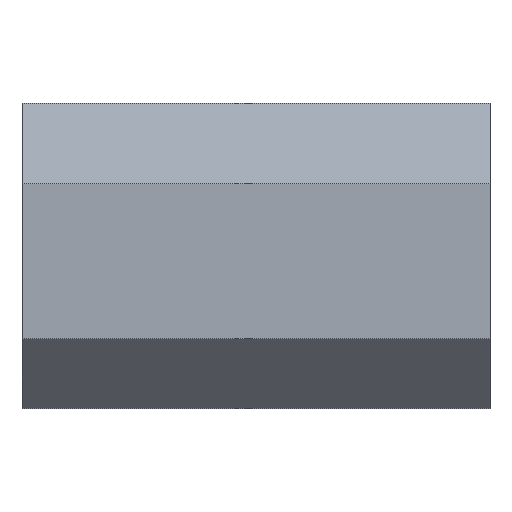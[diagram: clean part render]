
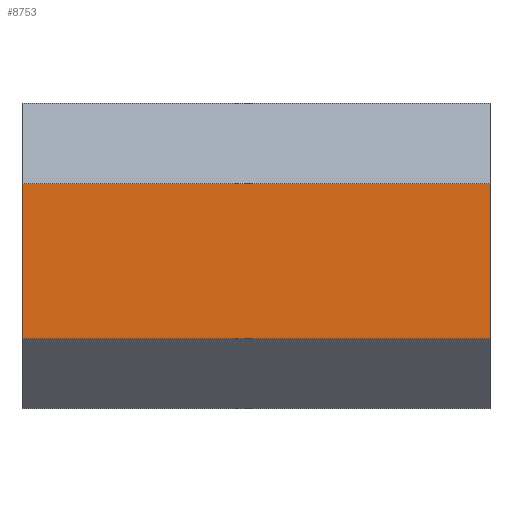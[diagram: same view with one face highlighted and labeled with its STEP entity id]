
A CAD part, top view. The second image highlights one B-rep face of the part: STEP entity #8753.
In plain terms, the highlighted planar face has unit normal (0, 0, 1).
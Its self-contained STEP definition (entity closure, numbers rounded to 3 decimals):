
#7436 = PLANE('',#7437);
#7437 = AXIS2_PLACEMENT_3D('',#7438,#7439,#7440);
#7438 = CARTESIAN_POINT('',(16.25,1.731,5.523));
#7439 = DIRECTION('',(1.,0.,0.));
#7440 = DIRECTION('',(0.,0.,1.));
#7490 = PLANE('',#7491);
#7491 = AXIS2_PLACEMENT_3D('',#7492,#7493,#7494);
#7492 = CARTESIAN_POINT('',(-1.25,1.731,5.523));
#7493 = DIRECTION('',(1.,0.,0.));
#7494 = DIRECTION('',(0.,0.,1.));
#7621 = PLANE('',#7622);
#7622 = AXIS2_PLACEMENT_3D('',#7623,#7624,#7625);
#7623 = CARTESIAN_POINT('',(-1.25,8.4,8.5));
#7624 = DIRECTION('',(0.,-0.447,-0.894));
#7625 = DIRECTION('',(0.,-0.894,0.447));
#7660 = VERTEX_POINT('',#7661);
#7661 = CARTESIAN_POINT('',(-1.25,5.4,10.));
#7682 = EDGE_CURVE('',#7660,#7683,#7685,.T.);
#7683 = VERTEX_POINT('',#7684);
#7684 = CARTESIAN_POINT('',(-1.25,-0.4,10.));
#7685 = SURFACE_CURVE('',#7686,(#7690,#7697),.PCURVE_S1.);
#7686 = LINE('',#7687,#7688);
#7687 = CARTESIAN_POINT('',(-1.25,5.4,10.));
#7688 = VECTOR('',#7689,1.);
#7689 = DIRECTION('',(0.,-1.,0.));
#7690 = PCURVE('',#7490,#7691);
#7691 = DEFINITIONAL_REPRESENTATION('',(#7692),#7696);
#7692 = LINE('',#7693,#7694);
#7693 = CARTESIAN_POINT('',(4.477,-3.669));
#7694 = VECTOR('',#7695,1.);
#7695 = DIRECTION('',(0.,1.));
#7696 = ( GEOMETRIC_REPRESENTATION_CONTEXT(2) 
PARAMETRIC_REPRESENTATION_CONTEXT() REPRESENTATION_CONTEXT('2D SPACE',''
  ) );
#7697 = PCURVE('',#7698,#7703);
#7698 = PLANE('',#7699);
#7699 = AXIS2_PLACEMENT_3D('',#7700,#7701,#7702);
#7700 = CARTESIAN_POINT('',(-1.25,5.4,10.));
#7701 = DIRECTION('',(0.,0.,-1.));
#7702 = DIRECTION('',(0.,-1.,0.));
#7703 = DEFINITIONAL_REPRESENTATION('',(#7704),#7708);
#7704 = LINE('',#7705,#7706);
#7705 = CARTESIAN_POINT('',(0.,-0.));
#7706 = VECTOR('',#7707,1.);
#7707 = DIRECTION('',(1.,0.));
#7708 = ( GEOMETRIC_REPRESENTATION_CONTEXT(2) 
PARAMETRIC_REPRESENTATION_CONTEXT() REPRESENTATION_CONTEXT('2D SPACE',''
  ) );
#7726 = PLANE('',#7727);
#7727 = AXIS2_PLACEMENT_3D('',#7728,#7729,#7730);
#7728 = CARTESIAN_POINT('',(-1.25,-0.4,10.));
#7729 = DIRECTION('',(0.,0.707,-0.707));
#7730 = DIRECTION('',(0.,-0.707,-0.707));
#7822 = VERTEX_POINT('',#7823);
#7823 = CARTESIAN_POINT('',(16.25,5.4,10.));
#7844 = EDGE_CURVE('',#7822,#7845,#7847,.T.);
#7845 = VERTEX_POINT('',#7846);
#7846 = CARTESIAN_POINT('',(16.25,-0.4,10.));
#7847 = SURFACE_CURVE('',#7848,(#7852,#7859),.PCURVE_S1.);
#7848 = LINE('',#7849,#7850);
#7849 = CARTESIAN_POINT('',(16.25,5.4,10.));
#7850 = VECTOR('',#7851,1.);
#7851 = DIRECTION('',(0.,-1.,0.));
#7852 = PCURVE('',#7436,#7853);
#7853 = DEFINITIONAL_REPRESENTATION('',(#7854),#7858);
#7854 = LINE('',#7855,#7856);
#7855 = CARTESIAN_POINT('',(4.477,-3.669));
#7856 = VECTOR('',#7857,1.);
#7857 = DIRECTION('',(0.,1.));
#7858 = ( GEOMETRIC_REPRESENTATION_CONTEXT(2) 
PARAMETRIC_REPRESENTATION_CONTEXT() REPRESENTATION_CONTEXT('2D SPACE',''
  ) );
#7859 = PCURVE('',#7698,#7860);
#7860 = DEFINITIONAL_REPRESENTATION('',(#7861),#7865);
#7861 = LINE('',#7862,#7863);
#7862 = CARTESIAN_POINT('',(0.,-17.5));
#7863 = VECTOR('',#7864,1.);
#7864 = DIRECTION('',(1.,0.));
#7865 = ( GEOMETRIC_REPRESENTATION_CONTEXT(2) 
PARAMETRIC_REPRESENTATION_CONTEXT() REPRESENTATION_CONTEXT('2D SPACE',''
  ) );
#8732 = EDGE_CURVE('',#7660,#7822,#8733,.T.);
#8733 = SURFACE_CURVE('',#8734,(#8738,#8745),.PCURVE_S1.);
#8734 = LINE('',#8735,#8736);
#8735 = CARTESIAN_POINT('',(-1.25,5.4,10.));
#8736 = VECTOR('',#8737,1.);
#8737 = DIRECTION('',(1.,0.,0.));
#8738 = PCURVE('',#7621,#8739);
#8739 = DEFINITIONAL_REPRESENTATION('',(#8740),#8744);
#8740 = LINE('',#8741,#8742);
#8741 = CARTESIAN_POINT('',(3.354,0.));
#8742 = VECTOR('',#8743,1.);
#8743 = DIRECTION('',(0.,-1.));
#8744 = ( GEOMETRIC_REPRESENTATION_CONTEXT(2) 
PARAMETRIC_REPRESENTATION_CONTEXT() REPRESENTATION_CONTEXT('2D SPACE',''
  ) );
#8745 = PCURVE('',#7698,#8746);
#8746 = DEFINITIONAL_REPRESENTATION('',(#8747),#8751);
#8747 = LINE('',#8748,#8749);
#8748 = CARTESIAN_POINT('',(0.,-0.));
#8749 = VECTOR('',#8750,1.);
#8750 = DIRECTION('',(0.,-1.));
#8751 = ( GEOMETRIC_REPRESENTATION_CONTEXT(2) 
PARAMETRIC_REPRESENTATION_CONTEXT() REPRESENTATION_CONTEXT('2D SPACE',''
  ) );
#8753 = ADVANCED_FACE('',(#8754),#7698,.F.);
#8754 = FACE_BOUND('',#8755,.F.);
#8755 = EDGE_LOOP('',(#8756,#8757,#8758,#8779));
#8756 = ORIENTED_EDGE('',*,*,#8732,.T.);
#8757 = ORIENTED_EDGE('',*,*,#7844,.T.);
#8758 = ORIENTED_EDGE('',*,*,#8759,.F.);
#8759 = EDGE_CURVE('',#7683,#7845,#8760,.T.);
#8760 = SURFACE_CURVE('',#8761,(#8765,#8772),.PCURVE_S1.);
#8761 = LINE('',#8762,#8763);
#8762 = CARTESIAN_POINT('',(-1.25,-0.4,10.));
#8763 = VECTOR('',#8764,1.);
#8764 = DIRECTION('',(1.,0.,0.));
#8765 = PCURVE('',#7698,#8766);
#8766 = DEFINITIONAL_REPRESENTATION('',(#8767),#8771);
#8767 = LINE('',#8768,#8769);
#8768 = CARTESIAN_POINT('',(5.8,0.));
#8769 = VECTOR('',#8770,1.);
#8770 = DIRECTION('',(0.,-1.));
#8771 = ( GEOMETRIC_REPRESENTATION_CONTEXT(2) 
PARAMETRIC_REPRESENTATION_CONTEXT() REPRESENTATION_CONTEXT('2D SPACE',''
  ) );
#8772 = PCURVE('',#7726,#8773);
#8773 = DEFINITIONAL_REPRESENTATION('',(#8774),#8778);
#8774 = LINE('',#8775,#8776);
#8775 = CARTESIAN_POINT('',(0.,0.));
#8776 = VECTOR('',#8777,1.);
#8777 = DIRECTION('',(0.,-1.));
#8778 = ( GEOMETRIC_REPRESENTATION_CONTEXT(2) 
PARAMETRIC_REPRESENTATION_CONTEXT() REPRESENTATION_CONTEXT('2D SPACE',''
  ) );
#8779 = ORIENTED_EDGE('',*,*,#7682,.F.);
